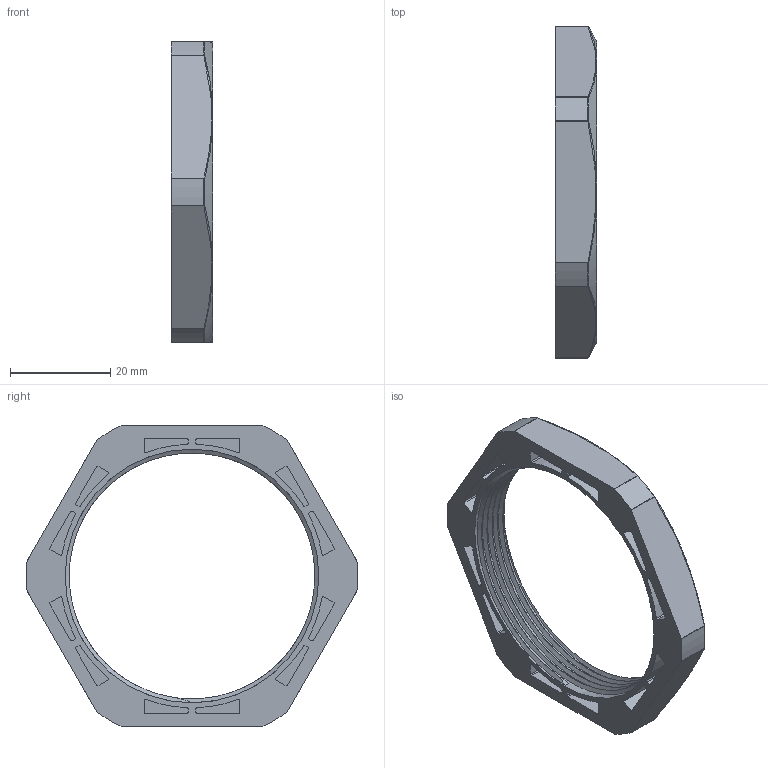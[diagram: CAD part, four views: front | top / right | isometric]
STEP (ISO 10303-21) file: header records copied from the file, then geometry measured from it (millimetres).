
FILE_DESCRIPTION(/* description */ ('Gegenmutter M 50x1,5'),/* implementation_level */ '2;1');
FILE_NAME(/* name */ '13006550-RST.stp',/* time_stamp */ '2022-02-08T11:33:29+01:00',/* author */ ('sl'),/* organization */ (''),/* preprocessor_version */ 'ST-DEVELOPER v16.5',/* originating_system */ 'Autodesk Inventor 2017',/* authorisation */ '');
FILE_SCHEMA (('AUTOMOTIVE_DESIGN { 1 0 10303 214 3 1 1 }'));
Length unit declared in the file: millimetre
Products named in the file (1): 13006550
Bounding box: 8.21 x 66.31 x 60 mm (x, y, z)
Volume: 7788 mm3; surface area: 7373.7 mm2
Topology: 1 solids, 1 shells, 175 faces, 447 edges, 286 vertices
Faces by surface type: cylinder 86, plane 57, sphere 12, bspline 8, torus 6, cone 6
Full cylindrical faces by diameter (mm): 50.652 x5
Entity records: 6445 total; most frequent: CARTESIAN_POINT 2226, DIRECTION 919, ORIENTED_EDGE 860, EDGE_CURVE 430, AXIS2_PLACEMENT_3D 358, VERTEX_POINT 275, LINE 203, VECTOR 203
